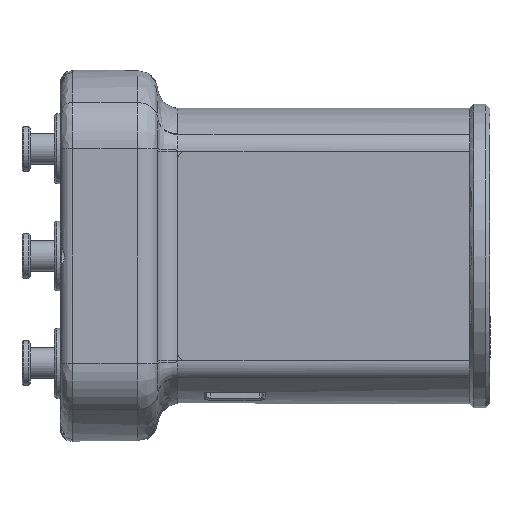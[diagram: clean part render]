
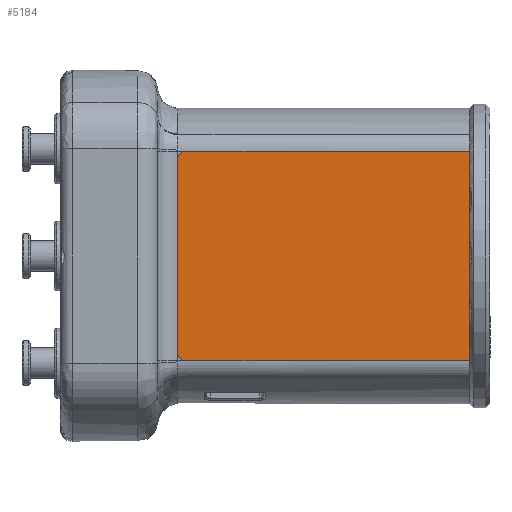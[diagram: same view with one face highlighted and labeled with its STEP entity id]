
A CAD part, left-side view. The second image highlights one B-rep face of the part: STEP entity #5184.
In plain terms, the highlighted planar face has unit normal (-1, 0, 0).
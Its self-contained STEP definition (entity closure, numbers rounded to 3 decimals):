
#190 = VECTOR ( 'NONE', #3571, 1000. ) ;
#629 = EDGE_CURVE ( 'NONE', #4833, #6497, #9886, .T. ) ;
#856 = DIRECTION ( 'NONE',  ( 0., 0., 1. ) ) ;
#865 = VERTEX_POINT ( 'NONE', #2041 ) ;
#923 = AXIS2_PLACEMENT_3D ( 'NONE', #9891, #4737, #5922 ) ;
#1380 = DIRECTION ( 'NONE',  ( 0., 0., -1. ) ) ;
#1468 = DIRECTION ( 'NONE',  ( 0., 0., 1. ) ) ;
#1595 = CARTESIAN_POINT ( 'NONE',  ( -9.364, 12.084, 66.232 ) ) ;
#2041 = CARTESIAN_POINT ( 'NONE',  ( -9.364, -57.988, 117.933 ) ) ;
#2404 = EDGE_CURVE ( 'NONE', #10715, #865, #5594, .T. ) ;
#2428 = LINE ( 'NONE', #9474, #8490 ) ;
#2586 = DIRECTION ( 'NONE',  ( 1., 0., 0. ) ) ;
#2593 = CIRCLE ( 'NONE', #8075, 2. ) ;
#2696 = CIRCLE ( 'NONE', #13029, 2. ) ;
#2720 = CARTESIAN_POINT ( 'NONE',  ( -9.364, 12.084, 68.232 ) ) ;
#3571 = DIRECTION ( 'NONE',  ( 0., 1., 0. ) ) ;
#3572 = CARTESIAN_POINT ( 'NONE',  ( -9.364, 12.084, 115.933 ) ) ;
#3614 = EDGE_LOOP ( 'NONE', ( #8985, #7746, #8246, #12182, #8014, #6308 ) ) ;
#3818 = FACE_OUTER_BOUND ( 'NONE', #3614, .T. ) ;
#4573 = EDGE_CURVE ( 'NONE', #6497, #10715, #2593, .T. ) ;
#4737 = DIRECTION ( 'NONE',  ( 1., 0., 0. ) ) ;
#4833 = VERTEX_POINT ( 'NONE', #11834 ) ;
#5184 = ADVANCED_FACE ( 'NONE', ( #3818 ), #5660, .F. ) ;
#5370 = EDGE_CURVE ( 'NONE', #865, #5638, #2428, .T. ) ;
#5594 = LINE ( 'NONE', #12683, #11610 ) ;
#5638 = VERTEX_POINT ( 'NONE', #11935 ) ;
#5660 = PLANE ( 'NONE',  #923 ) ;
#5720 = VERTEX_POINT ( 'NONE', #11939 ) ;
#5922 = DIRECTION ( 'NONE',  ( 0., 0., -1. ) ) ;
#6308 = ORIENTED_EDGE ( 'NONE', *, *, #5370, .F. ) ;
#6497 = VERTEX_POINT ( 'NONE', #9504 ) ;
#6659 = VECTOR ( 'NONE', #856, 1000. ) ;
#6730 = CARTESIAN_POINT ( 'NONE',  ( -9.364, 12.084, 117.933 ) ) ;
#7746 = ORIENTED_EDGE ( 'NONE', *, *, #4573, .F. ) ;
#8014 = ORIENTED_EDGE ( 'NONE', *, *, #12581, .F. ) ;
#8075 = AXIS2_PLACEMENT_3D ( 'NONE', #3572, #2586, #10699 ) ;
#8246 = ORIENTED_EDGE ( 'NONE', *, *, #629, .F. ) ;
#8490 = VECTOR ( 'NONE', #1380, 1000. ) ;
#8985 = ORIENTED_EDGE ( 'NONE', *, *, #2404, .F. ) ;
#9327 = EDGE_CURVE ( 'NONE', #5720, #4833, #2696, .T. ) ;
#9474 = CARTESIAN_POINT ( 'NONE',  ( -9.364, -57.988, 68.232 ) ) ;
#9504 = CARTESIAN_POINT ( 'NONE',  ( -9.364, 14.084, 115.933 ) ) ;
#9622 = DIRECTION ( 'NONE',  ( 0., -1., 0. ) ) ;
#9886 = LINE ( 'NONE', #11877, #6659 ) ;
#9891 = CARTESIAN_POINT ( 'NONE',  ( -9.364, 12.084, 68.232 ) ) ;
#10699 = DIRECTION ( 'NONE',  ( 0., 0., 1. ) ) ;
#10715 = VERTEX_POINT ( 'NONE', #6730 ) ;
#11493 = DIRECTION ( 'NONE',  ( 1., 0., 0. ) ) ;
#11610 = VECTOR ( 'NONE', #9622, 1000. ) ;
#11834 = CARTESIAN_POINT ( 'NONE',  ( -9.364, 14.084, 68.232 ) ) ;
#11877 = CARTESIAN_POINT ( 'NONE',  ( -9.364, 14.084, 68.232 ) ) ;
#11935 = CARTESIAN_POINT ( 'NONE',  ( -9.364, -57.988, 66.232 ) ) ;
#11939 = CARTESIAN_POINT ( 'NONE',  ( -9.364, 12.084, 66.232 ) ) ;
#12182 = ORIENTED_EDGE ( 'NONE', *, *, #9327, .F. ) ;
#12581 = EDGE_CURVE ( 'NONE', #5638, #5720, #12626, .T. ) ;
#12626 = LINE ( 'NONE', #1595, #190 ) ;
#12683 = CARTESIAN_POINT ( 'NONE',  ( -9.364, 12.084, 117.933 ) ) ;
#13029 = AXIS2_PLACEMENT_3D ( 'NONE', #2720, #11493, #1468 ) ;
